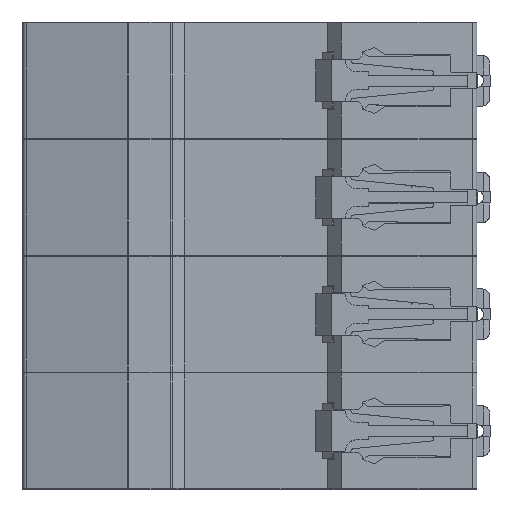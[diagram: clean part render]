
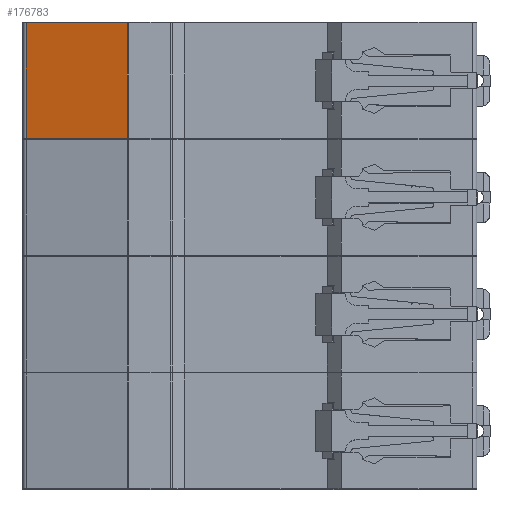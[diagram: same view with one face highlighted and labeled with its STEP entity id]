
A CAD part, top view. The second image highlights one B-rep face of the part: STEP entity #176783.
In plain terms, the highlighted face is planar.
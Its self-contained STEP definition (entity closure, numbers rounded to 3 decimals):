
#898 = DIRECTION ( 'NONE',  ( -1., 0., 0. ) ) ;
#3624 = CARTESIAN_POINT ( 'NONE',  ( -2.4, -26.475, -26.567 ) ) ;
#12390 = CARTESIAN_POINT ( 'NONE',  ( 10.75, -26.475, -26.567 ) ) ;
#15104 = EDGE_LOOP ( 'NONE', ( #27267, #119805, #67649, #166199 ) ) ;
#18679 = CARTESIAN_POINT ( 'NONE',  ( -15.55, -26.475, -26.567 ) ) ;
#27267 = ORIENTED_EDGE ( 'NONE', *, *, #174399, .F. ) ;
#27802 = EDGE_CURVE ( 'NONE', #55944, #55174, #157196, .T. ) ;
#35927 = EDGE_CURVE ( 'NONE', #37543, #116293, #53943, .T. ) ;
#36482 = CARTESIAN_POINT ( 'NONE',  ( -15.55, -26.475, -26.567 ) ) ;
#36945 = PLANE ( 'NONE',  #129552 ) ;
#37543 = VERTEX_POINT ( 'NONE', #12390 ) ;
#45297 = VECTOR ( 'NONE', #53983, 1000. ) ;
#52695 = CARTESIAN_POINT ( 'NONE',  ( -19.9, -26.35, -26.6 ) ) ;
#53943 = LINE ( 'NONE', #3624, #140013 ) ;
#53983 = DIRECTION ( 'NONE',  ( 0., 0.967, -0.255 ) ) ;
#55174 = VERTEX_POINT ( 'NONE', #99602 ) ;
#55944 = VERTEX_POINT ( 'NONE', #175175 ) ;
#61434 = LINE ( 'NONE', #18679, #131957 ) ;
#65753 = DIRECTION ( 'NONE',  ( 0., 0.255, 0.967 ) ) ;
#67649 = ORIENTED_EDGE ( 'NONE', *, *, #104260, .F. ) ;
#67939 = LINE ( 'NONE', #125555, #45297 ) ;
#91169 = DIRECTION ( 'NONE',  ( 0., -0.967, 0.255 ) ) ;
#99602 = CARTESIAN_POINT ( 'NONE',  ( 10.75, -49.455, -20.506 ) ) ;
#104260 = EDGE_CURVE ( 'NONE', #55174, #37543, #67939, .T. ) ;
#104706 = VECTOR ( 'NONE', #169325, 1000. ) ;
#116293 = VERTEX_POINT ( 'NONE', #36482 ) ;
#119805 = ORIENTED_EDGE ( 'NONE', *, *, #35927, .F. ) ;
#125193 = FACE_OUTER_BOUND ( 'NONE', #15104, .T. ) ;
#125555 = CARTESIAN_POINT ( 'NONE',  ( 10.75, -49.455, -20.506 ) ) ;
#129552 = AXIS2_PLACEMENT_3D ( 'NONE', #52695, #65753, #152253 ) ;
#131957 = VECTOR ( 'NONE', #91169, 1000. ) ;
#140013 = VECTOR ( 'NONE', #898, 1000. ) ;
#152253 = DIRECTION ( 'NONE',  ( -1., 0., 0. ) ) ;
#154445 = CARTESIAN_POINT ( 'NONE',  ( -15.55, -49.455, -20.506 ) ) ;
#157196 = LINE ( 'NONE', #154445, #104706 ) ;
#166199 = ORIENTED_EDGE ( 'NONE', *, *, #27802, .F. ) ;
#169325 = DIRECTION ( 'NONE',  ( 1., 0., 0. ) ) ;
#174399 = EDGE_CURVE ( 'NONE', #116293, #55944, #61434, .T. ) ;
#175175 = CARTESIAN_POINT ( 'NONE',  ( -15.55, -49.455, -20.506 ) ) ;
#176783 = ADVANCED_FACE ( 'NONE', ( #125193 ), #36945, .F. ) ;
